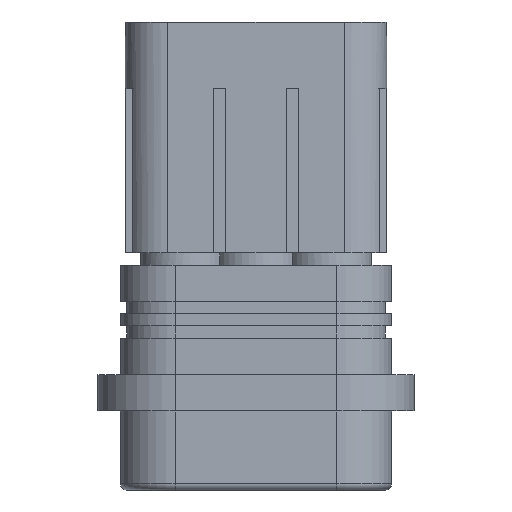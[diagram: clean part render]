
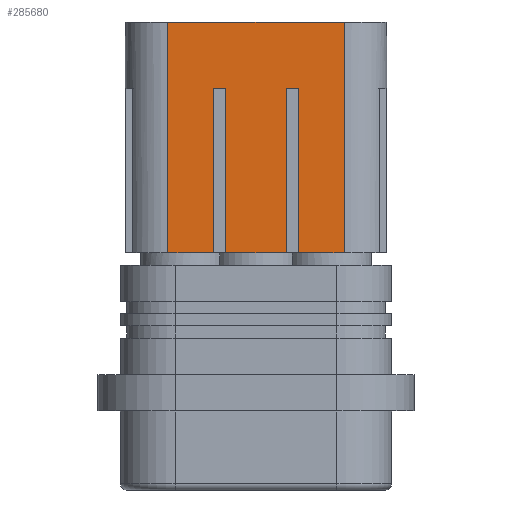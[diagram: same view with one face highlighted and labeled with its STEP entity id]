
A CAD part, front view. The second image highlights one B-rep face of the part: STEP entity #285680.
In plain terms, the highlighted planar face has unit normal (0, -1, 0).
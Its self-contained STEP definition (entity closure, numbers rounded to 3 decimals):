
#35610=CARTESIAN_POINT('',(47.014,53.075,38.5));
#35620=VERTEX_POINT('',#35610);
#35650=CARTESIAN_POINT('',(47.925,53.075,38.5));
#35660=DIRECTION('',(1.,0.,0.));
#35670=VECTOR('',#35660,1.);
#35680=LINE('',#35650,#35670);
#35690=CARTESIAN_POINT('',(32.514,53.075,38.5));
#35700=VERTEX_POINT('',#35690);
#35710=EDGE_CURVE('',#35700,#35620,#35680,.T.);
#36960=CARTESIAN_POINT('',(47.014,53.075,19.5));
#36970=VERTEX_POINT('',#36960);
#37000=CARTESIAN_POINT('',(47.014,53.075,33.));
#37010=DIRECTION('',(0.,0.,-1.));
#37020=VECTOR('',#37010,1.);
#37030=LINE('',#37000,#37020);
#37040=EDGE_CURVE('',#35620,#36970,#37030,.T.);
#37290=CARTESIAN_POINT('',(32.514,53.075,33.));
#37300=DIRECTION('',(0.,0.,1.));
#37310=VECTOR('',#37300,1.);
#37320=LINE('',#37290,#37310);
#37330=CARTESIAN_POINT('',(32.514,53.075,19.5));
#37340=VERTEX_POINT('',#37330);
#37350=EDGE_CURVE('',#37340,#35700,#37320,.T.);
#284310=CARTESIAN_POINT('',(36.264,53.075,19.5));
#284320=VERTEX_POINT('',#284310);
#284490=CARTESIAN_POINT('',(37.264,53.075,19.5));
#284500=VERTEX_POINT('',#284490);
#284530=CARTESIAN_POINT('',(47.925,53.075,19.5));
#284540=DIRECTION('',(-1.,0.,0.));
#284550=VECTOR('',#284540,1.);
#284560=LINE('',#284530,#284550);
#284570=CARTESIAN_POINT('',(42.264,53.075,19.5));
#284580=VERTEX_POINT('',#284570);
#284590=EDGE_CURVE('',#284580,#284500,#284560,.T.);
#284810=CARTESIAN_POINT('',(43.264,53.075,19.5));
#284820=VERTEX_POINT('',#284810);
#284850=EDGE_CURVE('',#36970,#284820,#284560,.T.);
#284990=EDGE_CURVE('',#284320,#37340,#284560,.T.);
#285110=CARTESIAN_POINT('',(33.764,53.075,36.));
#285120=DIRECTION('',(0.,-1.,0.));
#285130=DIRECTION('',(1.,0.,0.));
#285140=AXIS2_PLACEMENT_3D('',#285110,#285120,#285130);
#285150=PLANE('',#285140);
#285160=ORIENTED_EDGE('',*,*,#35710,.F.);
#285170=ORIENTED_EDGE('',*,*,#37040,.F.);
#285180=ORIENTED_EDGE('',*,*,#284850,.F.);
#285190=CARTESIAN_POINT('',(43.264,53.075,33.));
#285200=DIRECTION('',(0.,0.,1.));
#285210=VECTOR('',#285200,1.);
#285220=LINE('',#285190,#285210);
#285230=CARTESIAN_POINT('',(43.264,53.075,33.));
#285240=VERTEX_POINT('',#285230);
#285250=EDGE_CURVE('',#284820,#285240,#285220,.T.);
#285260=ORIENTED_EDGE('',*,*,#285250,.F.);
#285270=CARTESIAN_POINT('',(47.925,53.075,33.));
#285280=DIRECTION('',(1.,0.,0.));
#285290=VECTOR('',#285280,1.);
#285300=LINE('',#285270,#285290);
#285310=CARTESIAN_POINT('',(42.264,53.075,33.));
#285320=VERTEX_POINT('',#285310);
#285330=EDGE_CURVE('',#285320,#285240,#285300,.T.);
#285340=ORIENTED_EDGE('',*,*,#285330,.T.);
#285350=CARTESIAN_POINT('',(42.264,53.075,33.));
#285360=DIRECTION('',(0.,0.,-1.));
#285370=VECTOR('',#285360,1.);
#285380=LINE('',#285350,#285370);
#285390=EDGE_CURVE('',#285320,#284580,#285380,.T.);
#285400=ORIENTED_EDGE('',*,*,#285390,.F.);
#285410=ORIENTED_EDGE('',*,*,#284590,.F.);
#285420=CARTESIAN_POINT('',(37.264,53.075,33.));
#285430=DIRECTION('',(0.,0.,1.));
#285440=VECTOR('',#285430,1.);
#285450=LINE('',#285420,#285440);
#285460=CARTESIAN_POINT('',(37.264,53.075,33.));
#285470=VERTEX_POINT('',#285460);
#285480=EDGE_CURVE('',#284500,#285470,#285450,.T.);
#285490=ORIENTED_EDGE('',*,*,#285480,.F.);
#285500=CARTESIAN_POINT('',(47.925,53.075,33.));
#285510=DIRECTION('',(1.,0.,0.));
#285520=VECTOR('',#285510,1.);
#285530=LINE('',#285500,#285520);
#285540=CARTESIAN_POINT('',(36.264,53.075,33.));
#285550=VERTEX_POINT('',#285540);
#285560=EDGE_CURVE('',#285550,#285470,#285530,.T.);
#285570=ORIENTED_EDGE('',*,*,#285560,.T.);
#285580=CARTESIAN_POINT('',(36.264,53.075,33.));
#285590=DIRECTION('',(0.,0.,-1.));
#285600=VECTOR('',#285590,1.);
#285610=LINE('',#285580,#285600);
#285620=EDGE_CURVE('',#285550,#284320,#285610,.T.);
#285630=ORIENTED_EDGE('',*,*,#285620,.F.);
#285640=ORIENTED_EDGE('',*,*,#284990,.F.);
#285650=ORIENTED_EDGE('',*,*,#37350,.F.);
#285660=EDGE_LOOP('',(#285650,#285640,#285630,#285570,#285490,#285410,
#285400,#285340,#285260,#285180,#285170,#285160));
#285670=FACE_OUTER_BOUND('',#285660,.T.);
#285680=ADVANCED_FACE('',(#285670),#285150,.T.);
